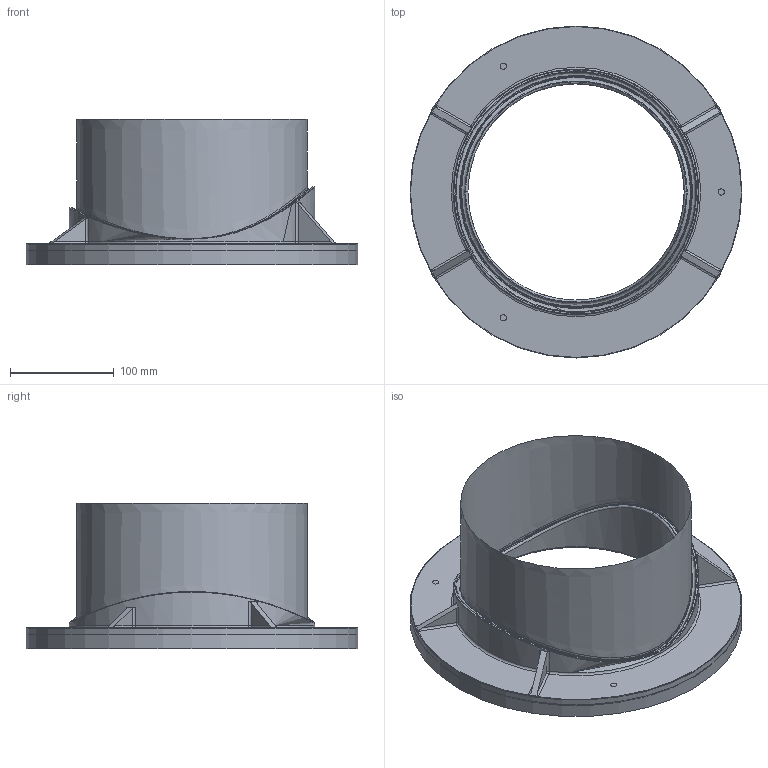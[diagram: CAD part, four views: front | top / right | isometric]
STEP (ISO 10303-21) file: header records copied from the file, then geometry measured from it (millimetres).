
FILE_DESCRIPTION(/* description */ (''),/* implementation_level */ '2;1');
FILE_NAME(/* name */ 'CUP.stp',/* time_stamp */ '2018-10-29T17:36:16+05:00',/* author */ (''),/* organization */ (''),/* preprocessor_version */ 'ST-DEVELOPER v16',/* originating_system */ 'SIEMENS PLM Software NX 10.0',/* authorisation */ '');
FILE_SCHEMA (('AUTOMOTIVE_DESIGN_CC2 { 1 2 10303 214 -1 1 5 1 }'));
Length unit declared in the file: millimetre
Products named in the file (1): CAM-2
Bounding box: 320 x 320 x 140 mm (x, y, z)
Volume: 617595.9 mm3; surface area: 290628.8 mm2
Topology: 1 solids, 3 shells, 96 faces, 256 edges, 164 vertices
Faces by surface type: bspline 42, cylinder 24, plane 15, sphere 8, torus 7
Full cylindrical faces by diameter (mm): 6 x3, 208.5 x1, 222.5 x1, 236.5 x1, 320 x2
Entity records: 22302 total; most frequent: CARTESIAN_POINT 20238, ORIENTED_EDGE 404, DIRECTION 343, EDGE_CURVE 204, AXIS2_PLACEMENT_3D 144, VERTEX_POINT 127, EDGE_LOOP 121, ADVANCED_FACE 96
